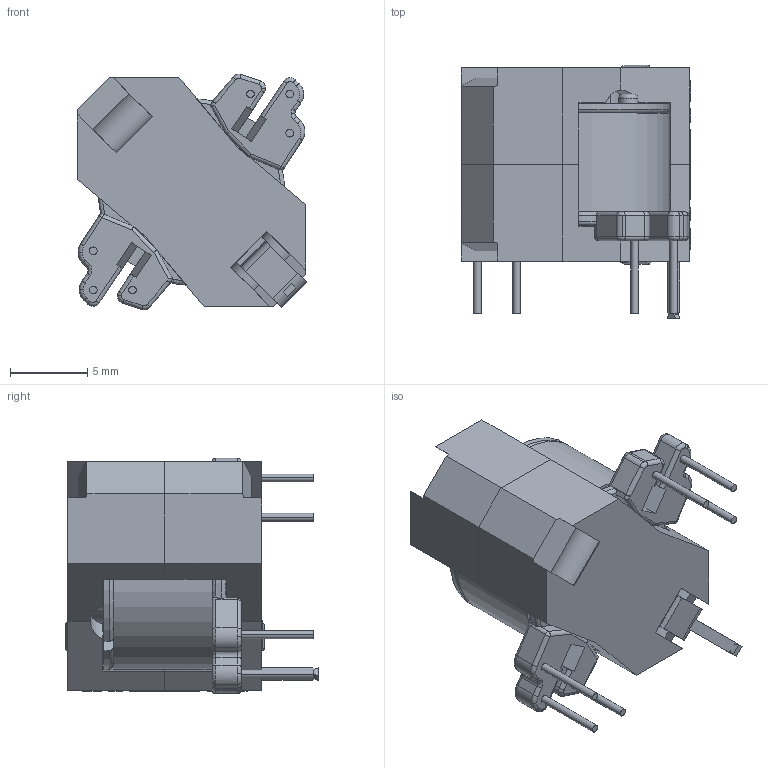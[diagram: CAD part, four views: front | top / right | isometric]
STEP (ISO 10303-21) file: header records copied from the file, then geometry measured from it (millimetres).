
FILE_DESCRIPTION (( 'STEP AP214' ), '1' );
FILE_NAME ('RM6_5757_0222_one-clip-missing.STEP', '2021-08-10T13:46:11', ( '' ), ( '' ), 'SwSTEP 2.0', 'SolidWorks 2017', '' );
FILE_SCHEMA (( 'AUTOMOTIVE_DESIGN' ));
Length unit declared in the file: millimetre
Products named in the file (5): 070-5757_6C; 070-5757_coil; 139-0222_6A; RM6_5757_0222_one-clip-missing; 150-2622_6A
Assembly tree (5 placements, depth 2):
  RM6_5757_0222_one-clip-missing
    070-5757_6C
    070-5757_coil
    150-2622_6A  x2
    139-0222_6A
Bounding box: 14.87 x 16.42 x 15.26 mm (x, y, z)
Volume: 1935.4 mm3; surface area: 2889.3 mm2
Topology: 6 solids, 6 shells, 338 faces, 890 edges, 568 vertices
Faces by surface type: plane 167, cylinder 114, torus 53, sphere 4
Entity records: 9836 total; most frequent: CARTESIAN_POINT 1791, DIRECTION 1661, ORIENTED_EDGE 1592, EDGE_CURVE 796, AXIS2_PLACEMENT_3D 596, VERTEX_POINT 508, LINE 469, VECTOR 469
